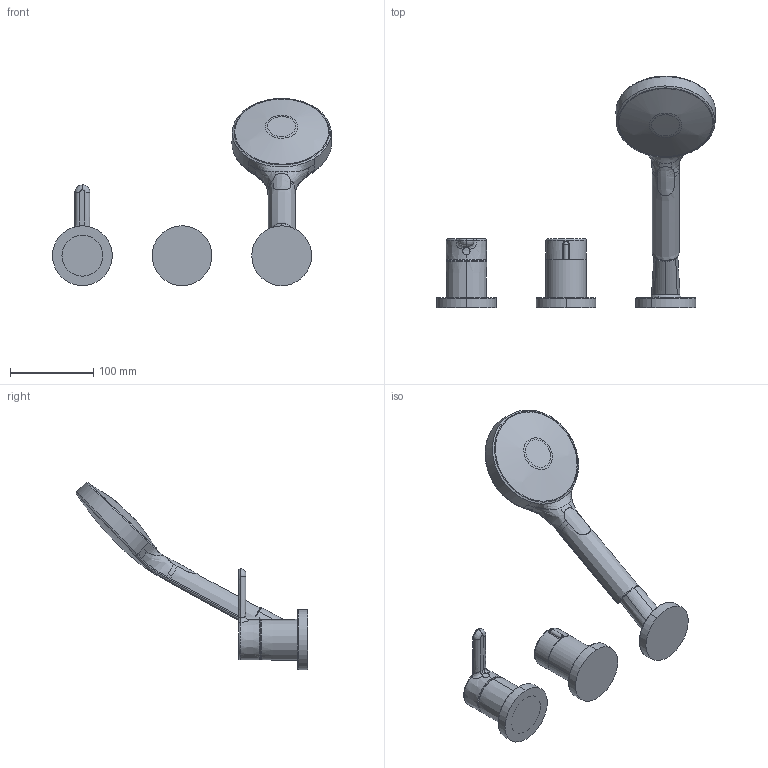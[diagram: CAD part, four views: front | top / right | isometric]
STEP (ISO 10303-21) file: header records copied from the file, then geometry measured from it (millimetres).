
FILE_DESCRIPTION (( 'STEP AP203' ), '1' );
FILE_NAME ('53259063.STEP', '2018-05-23T05:48:48', ( '' ), ( '' ), 'SwSTEP 2.0', 'SolidWorks 2016', '' );
FILE_SCHEMA (( 'CONFIG_CONTROL_DESIGN' ));
Length unit declared in the file: millimetre
Products named in the file (1): 53259063
Bounding box: 335.96 x 278.66 x 225.41 mm (x, y, z)
Volume: 943669 mm3; surface area: 128955.9 mm2
Topology: 9 solids, 9 shells, 131 faces, 283 edges, 178 vertices
Faces by surface type: bspline 52, cylinder 24, plane 24, torus 18, sphere 9, cone 4
Entity records: 12712 total; most frequent: CARTESIAN_POINT 10127, ORIENTED_EDGE 566, DIRECTION 425, EDGE_CURVE 283, AXIS2_PLACEMENT_3D 188, VERTEX_POINT 178, EDGE_LOOP 139, FACE_OUTER_BOUND 131
